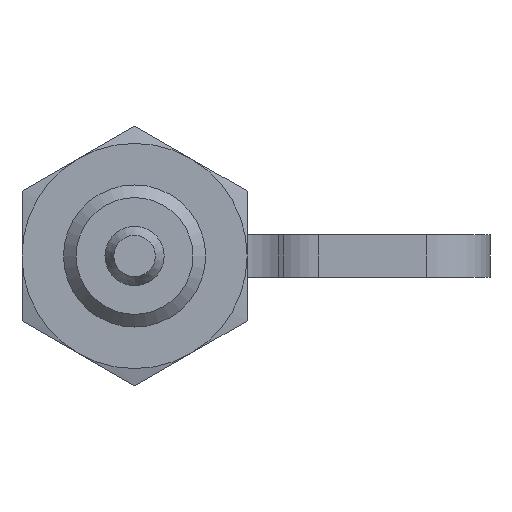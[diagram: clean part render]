
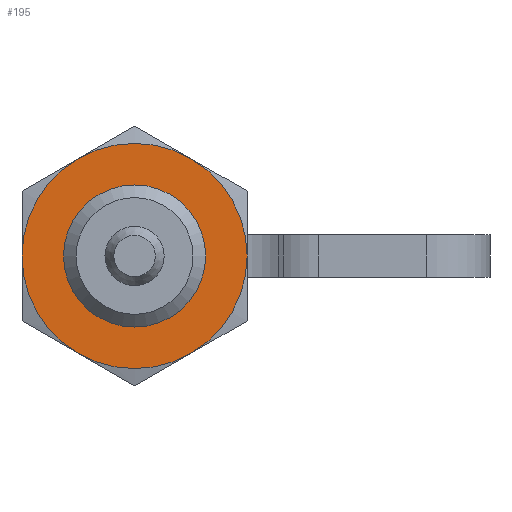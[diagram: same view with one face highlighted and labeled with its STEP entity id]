
A CAD part, front view. The second image highlights one B-rep face of the part: STEP entity #195.
In plain terms, the highlighted planar face has unit normal (0, -1, 0).
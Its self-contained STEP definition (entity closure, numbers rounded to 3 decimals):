
#195 = ADVANCED_FACE( '', ( #418, #419 ), #420, .T. );
#418 = FACE_OUTER_BOUND( '', #672, .T. );
#419 = FACE_BOUND( '', #673, .T. );
#420 = PLANE( '', #674 );
#672 = EDGE_LOOP( '', ( #1197, #1198, #1199, #1200, #1201, #1202 ) );
#673 = EDGE_LOOP( '', ( #1203 ) );
#674 = AXIS2_PLACEMENT_3D( '', #1204, #1205, #1206 );
#1197 = ORIENTED_EDGE( '', *, *, #1516, .T. );
#1198 = ORIENTED_EDGE( '', *, *, #1534, .T. );
#1199 = ORIENTED_EDGE( '', *, *, #1642, .T. );
#1200 = ORIENTED_EDGE( '', *, *, #1643, .T. );
#1201 = ORIENTED_EDGE( '', *, *, #1608, .T. );
#1202 = ORIENTED_EDGE( '', *, *, #1644, .T. );
#1203 = ORIENTED_EDGE( '', *, *, #1645, .T. );
#1204 = CARTESIAN_POINT( '', ( 2.5, 9.5, 0. ) );
#1205 = DIRECTION( '', ( 0., -1., 0. ) );
#1206 = DIRECTION( '', ( 0., 0., -1. ) );
#1516 = EDGE_CURVE( '', #1788, #1809, #1811, .T. );
#1534 = EDGE_CURVE( '', #1809, #1835, #1837, .T. );
#1608 = EDGE_CURVE( '', #1946, #1852, #1947, .T. );
#1642 = EDGE_CURVE( '', #1835, #1895, #1991, .T. );
#1643 = EDGE_CURVE( '', #1895, #1946, #1992, .T. );
#1644 = EDGE_CURVE( '', #1852, #1788, #1993, .T. );
#1645 = EDGE_CURVE( '', #1994, #1994, #1995, .F. );
#1788 = VERTEX_POINT( '', #2239 );
#1809 = VERTEX_POINT( '', #2284 );
#1811 = CIRCLE( '', #2291, 9.5 );
#1835 = VERTEX_POINT( '', #2384 );
#1837 = CIRCLE( '', #2391, 9.5 );
#1852 = VERTEX_POINT( '', #2421 );
#1895 = VERTEX_POINT( '', #2492 );
#1946 = VERTEX_POINT( '', #2595 );
#1947 = CIRCLE( '', #2596, 9.5 );
#1991 = CIRCLE( '', #2685, 9.5 );
#1992 = CIRCLE( '', #2686, 9.5 );
#1993 = CIRCLE( '', #2687, 9.5 );
#1994 = VERTEX_POINT( '', #2688 );
#1995 = CIRCLE( '', #2689, 6. );
#2239 = CARTESIAN_POINT( '', ( 4.75, 9.5, -8.227 ) );
#2284 = CARTESIAN_POINT( '', ( 9.5, 9.5, 0. ) );
#2291 = AXIS2_PLACEMENT_3D( '', #2848, #2849, #2850 );
#2384 = CARTESIAN_POINT( '', ( 4.75, 9.5, 8.227 ) );
#2391 = AXIS2_PLACEMENT_3D( '', #2872, #2873, #2874 );
#2421 = CARTESIAN_POINT( '', ( -4.75, 9.5, -8.227 ) );
#2492 = CARTESIAN_POINT( '', ( -4.75, 9.5, 8.227 ) );
#2595 = CARTESIAN_POINT( '', ( -9.5, 9.5, 0. ) );
#2596 = AXIS2_PLACEMENT_3D( '', #2943, #2944, #2945 );
#2685 = AXIS2_PLACEMENT_3D( '', #2964, #2965, #2966 );
#2686 = AXIS2_PLACEMENT_3D( '', #2967, #2968, #2969 );
#2687 = AXIS2_PLACEMENT_3D( '', #2970, #2971, #2972 );
#2688 = CARTESIAN_POINT( '', ( 0., 9.5, -6. ) );
#2689 = AXIS2_PLACEMENT_3D( '', #2973, #2974, #2975 );
#2848 = CARTESIAN_POINT( '', ( 0., 9.5, 0. ) );
#2849 = DIRECTION( '', ( 0., -1., 0. ) );
#2850 = DIRECTION( '', ( 0., 0., -1. ) );
#2872 = CARTESIAN_POINT( '', ( 0., 9.5, 0. ) );
#2873 = DIRECTION( '', ( 0., -1., 0. ) );
#2874 = DIRECTION( '', ( 0., 0., -1. ) );
#2943 = CARTESIAN_POINT( '', ( 0., 9.5, 0. ) );
#2944 = DIRECTION( '', ( 0., -1., 0. ) );
#2945 = DIRECTION( '', ( 0., 0., -1. ) );
#2964 = CARTESIAN_POINT( '', ( 0., 9.5, 0. ) );
#2965 = DIRECTION( '', ( 0., -1., 0. ) );
#2966 = DIRECTION( '', ( 0., 0., -1. ) );
#2967 = CARTESIAN_POINT( '', ( 0., 9.5, 0. ) );
#2968 = DIRECTION( '', ( 0., -1., 0. ) );
#2969 = DIRECTION( '', ( 0., 0., -1. ) );
#2970 = CARTESIAN_POINT( '', ( 0., 9.5, 0. ) );
#2971 = DIRECTION( '', ( 0., -1., 0. ) );
#2972 = DIRECTION( '', ( 0., 0., -1. ) );
#2973 = CARTESIAN_POINT( '', ( 0., 9.5, 0. ) );
#2974 = DIRECTION( '', ( 0., -1., 0. ) );
#2975 = DIRECTION( '', ( 0., 0., -1. ) );
